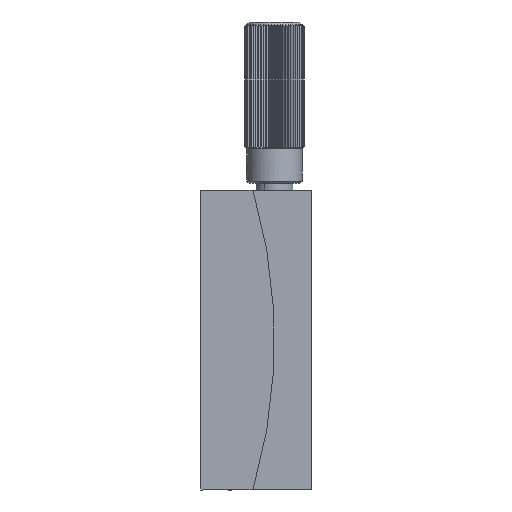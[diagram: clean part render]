
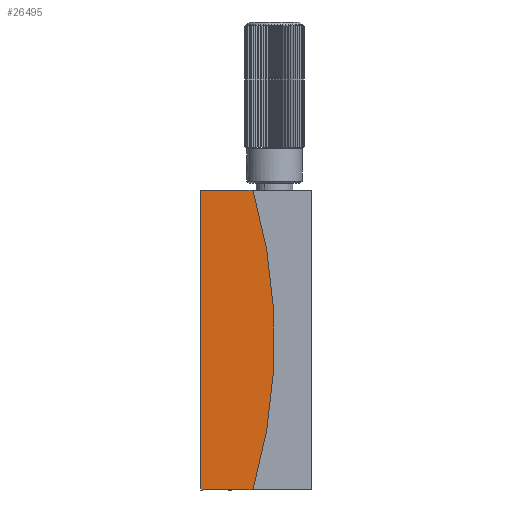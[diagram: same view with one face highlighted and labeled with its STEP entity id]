
A CAD part, left-side view. The second image highlights one B-rep face of the part: STEP entity #26495.
In plain terms, the highlighted planar face has unit normal (-1, 0, 0).
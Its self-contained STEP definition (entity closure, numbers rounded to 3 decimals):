
#1310 = FACE_OUTER_BOUND ( 'NONE', #26485, .T. ) ;
#1958 = VERTEX_POINT ( 'NONE', #3146 ) ;
#2549 = LINE ( 'NONE', #15254, #25333 ) ;
#3146 = CARTESIAN_POINT ( 'NONE',  ( -33.154, 10.324, 32.5 ) ) ;
#3902 = DIRECTION ( 'NONE',  ( 0., 1., 0. ) ) ;
#5719 = LINE ( 'NONE', #15856, #15024 ) ;
#6433 = DIRECTION ( 'NONE',  ( 0., 0., -1. ) ) ;
#7393 = CIRCLE ( 'NONE', #26335, 116. ) ;
#7646 = CARTESIAN_POINT ( 'NONE',  ( -33.154, 110.324, 0. ) ) ;
#8058 = PLANE ( 'NONE',  #17795 ) ;
#8238 = VECTOR ( 'NONE', #13448, 1000. ) ;
#10044 = ORIENTED_EDGE ( 'NONE', *, *, #28266, .F. ) ;
#10074 = ORIENTED_EDGE ( 'NONE', *, *, #22110, .T. ) ;
#10769 = DIRECTION ( 'NONE',  ( 1., 0., 0. ) ) ;
#11806 = VERTEX_POINT ( 'NONE', #22496 ) ;
#12156 = EDGE_CURVE ( 'NONE', #18839, #11806, #2549, .T. ) ;
#13448 = DIRECTION ( 'NONE',  ( 0., -1., 0. ) ) ;
#13725 = EDGE_CURVE ( 'NONE', #11806, #1958, #5719, .T. ) ;
#14279 = DIRECTION ( 'NONE',  ( -1., 0., 0. ) ) ;
#14487 = VERTEX_POINT ( 'NONE', #19784 ) ;
#14588 = ORIENTED_EDGE ( 'NONE', *, *, #12156, .F. ) ;
#15024 = VECTOR ( 'NONE', #27210, 1000. ) ;
#15254 = CARTESIAN_POINT ( 'NONE',  ( -33.154, -5.676, -32.5 ) ) ;
#15856 = CARTESIAN_POINT ( 'NONE',  ( -33.154, 10.324, 0. ) ) ;
#16531 = DIRECTION ( 'NONE',  ( 0., 0., 1. ) ) ;
#17415 = CARTESIAN_POINT ( 'NONE',  ( -33.154, -1.03, -32.5 ) ) ;
#17795 = AXIS2_PLACEMENT_3D ( 'NONE', #23548, #10769, #6433 ) ;
#18839 = VERTEX_POINT ( 'NONE', #17415 ) ;
#19784 = CARTESIAN_POINT ( 'NONE',  ( -33.154, -1.03, 32.5 ) ) ;
#22110 = EDGE_CURVE ( 'NONE', #18839, #14487, #7393, .T. ) ;
#22496 = CARTESIAN_POINT ( 'NONE',  ( -33.154, 10.324, -32.5 ) ) ;
#23548 = CARTESIAN_POINT ( 'NONE',  ( -33.154, 14.339, -65.138 ) ) ;
#25212 = LINE ( 'NONE', #26696, #8238 ) ;
#25333 = VECTOR ( 'NONE', #3902, 1000. ) ;
#26335 = AXIS2_PLACEMENT_3D ( 'NONE', #7646, #14279, #16531 ) ;
#26485 = EDGE_LOOP ( 'NONE', ( #27154, #14588, #10074, #10044 ) ) ;
#26495 = ADVANCED_FACE ( 'NONE', ( #1310 ), #8058, .F. ) ;
#26696 = CARTESIAN_POINT ( 'NONE',  ( -33.154, -5.676, 32.5 ) ) ;
#27154 = ORIENTED_EDGE ( 'NONE', *, *, #13725, .F. ) ;
#27210 = DIRECTION ( 'NONE',  ( 0., 0., 1. ) ) ;
#28266 = EDGE_CURVE ( 'NONE', #1958, #14487, #25212, .T. ) ;
